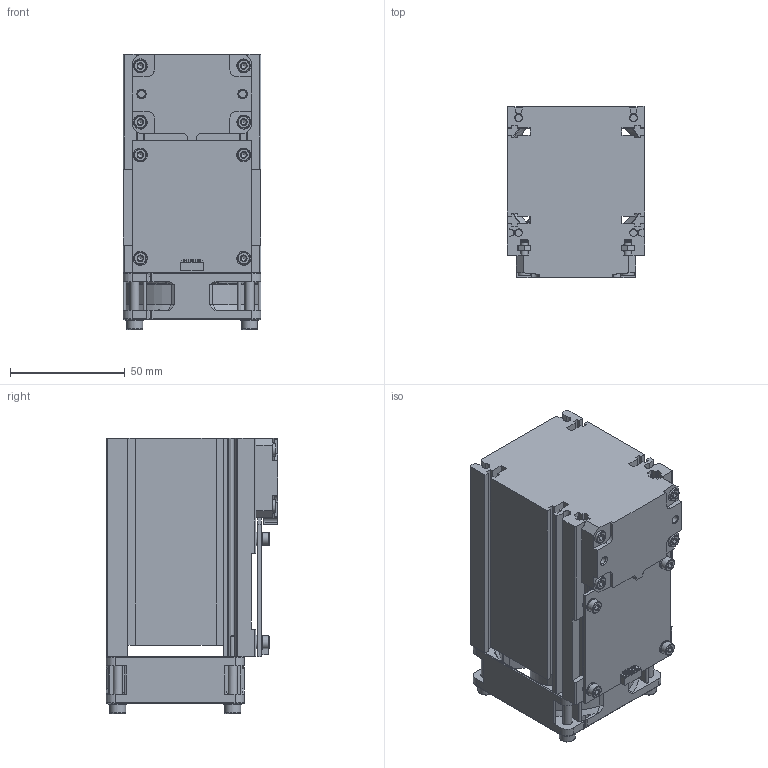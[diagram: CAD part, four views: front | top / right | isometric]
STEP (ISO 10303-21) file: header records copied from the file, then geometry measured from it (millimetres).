
FILE_DESCRIPTION(/* description */ (''),/* implementation_level */ '2;1');
FILE_NAME(/* name */ 'MRC_C60_BAF1E2_step.stp',/* time_stamp */ '2023-09-07T14:34:13+02:00',/* author */ (''),/* organization */ (''),/* preprocessor_version */ 'ST-DEVELOPER v16',/* originating_system */ 'SIEMENS PLM Software NX 11.0',/* authorisation */ '');
FILE_SCHEMA (('AUTOMOTIVE_DESIGN { 1 0 10303 214 3 1 1 1 }'));
Length unit declared in the file: millimetre
Products named in the file (1): pier0A24A079m80x
Bounding box: 60.03 x 74.63 x 119.8 mm (x, y, z)
Volume: 371819.6 mm3; surface area: 80249 mm2
Topology: 1 solids, 1 shells, 1532 faces, 4192 edges, 2711 vertices
Faces by surface type: plane 862, cylinder 281, cone 248, bspline 66, torus 58, extrusion 17
Full cylindrical faces by diameter (mm): 3 x16, 3.2 x8, 3.25 x8, 3.3 x2, 4 x4, 4.25 x4, 5.5 x8, 6 x12, 7 x4, 8 x4
Entity records: 50740 total; most frequent: CARTESIAN_POINT 13664, ORIENTED_EDGE 7940, DIRECTION 7127, EDGE_CURVE 3970, VERTEX_POINT 2643, AXIS2_PLACEMENT_3D 2378, VECTOR 2371, LINE 2354
